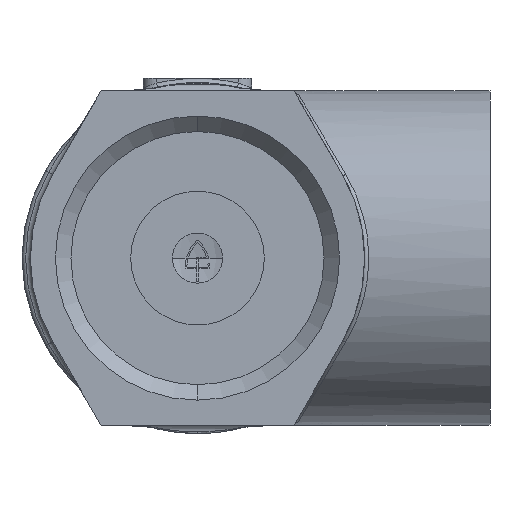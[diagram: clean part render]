
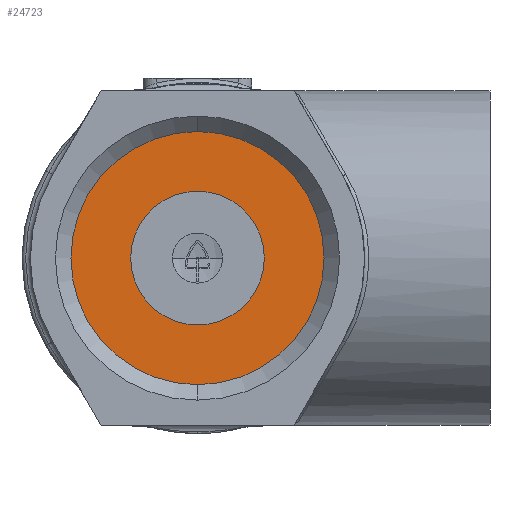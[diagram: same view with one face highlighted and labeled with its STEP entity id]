
A CAD part, front view. The second image highlights one B-rep face of the part: STEP entity #24723.
In plain terms, the highlighted planar face has unit normal (0, -1, 0).
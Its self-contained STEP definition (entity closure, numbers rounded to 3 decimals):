
#3565 = EDGE_CURVE ( 'NONE', #10849, #10934, #6400, .T. ) ;
#6337 = ORIENTED_EDGE ( 'NONE', *, *, #10747, .T. ) ;
#6377 = AXIS2_PLACEMENT_3D ( 'NONE', #6414, #6413, #6412 ) ;
#6400 = CIRCLE ( 'NONE', #6377, 8. ) ;
#6412 = DIRECTION ( 'NONE',  ( 0., 0., -1. ) ) ;
#6413 = DIRECTION ( 'NONE',  ( 0., 1., 0. ) ) ;
#6414 = CARTESIAN_POINT ( 'NONE',  ( 0., -15., 0. ) ) ;
#10739 = VERTEX_POINT ( 'NONE', #20891 ) ;
#10747 = EDGE_CURVE ( 'NONE', #10790, #10739, #20634, .T. ) ;
#10790 = VERTEX_POINT ( 'NONE', #21052 ) ;
#10849 = VERTEX_POINT ( 'NONE', #21242 ) ;
#10866 = EDGE_CURVE ( 'NONE', #10934, #10849, #21347, .T. ) ;
#10934 = VERTEX_POINT ( 'NONE', #21485 ) ;
#14861 = FACE_OUTER_BOUND ( 'NONE', #24718, .T. ) ;
#14894 = FACE_BOUND ( 'NONE', #25403, .T. ) ;
#14896 = AXIS2_PLACEMENT_3D ( 'NONE', #14908, #14907, #14906 ) ;
#14897 = PLANE ( 'NONE',  #14896 ) ;
#14906 = DIRECTION ( 'NONE',  ( 0., 0., -1. ) ) ;
#14907 = DIRECTION ( 'NONE',  ( 0., -1., 0. ) ) ;
#14908 = CARTESIAN_POINT ( 'NONE',  ( 0., -15., 0. ) ) ;
#14963 = DIRECTION ( 'NONE',  ( 0., 0., -1. ) ) ;
#14964 = DIRECTION ( 'NONE',  ( 0., -1., 0. ) ) ;
#14965 = AXIS2_PLACEMENT_3D ( 'NONE', #14979, #14964, #14963 ) ;
#14966 = CIRCLE ( 'NONE', #14965, 15.145 ) ;
#14979 = CARTESIAN_POINT ( 'NONE',  ( 0., -15., 0. ) ) ;
#20599 = AXIS2_PLACEMENT_3D ( 'NONE', #20611, #20614, #20604 ) ;
#20604 = DIRECTION ( 'NONE',  ( 0., 0., -1. ) ) ;
#20611 = CARTESIAN_POINT ( 'NONE',  ( 0., -15., 0. ) ) ;
#20614 = DIRECTION ( 'NONE',  ( 0., -1., 0. ) ) ;
#20634 = CIRCLE ( 'NONE', #20599, 15.145 ) ;
#20891 = CARTESIAN_POINT ( 'NONE',  ( 0., -15., -15.145 ) ) ;
#21052 = CARTESIAN_POINT ( 'NONE',  ( 0., -15., 15.145 ) ) ;
#21242 = CARTESIAN_POINT ( 'NONE',  ( 0., -15., 8. ) ) ;
#21341 = DIRECTION ( 'NONE',  ( 0., 0., -1. ) ) ;
#21342 = DIRECTION ( 'NONE',  ( 0., 1., 0. ) ) ;
#21343 = CARTESIAN_POINT ( 'NONE',  ( 0., -15., 0. ) ) ;
#21344 = AXIS2_PLACEMENT_3D ( 'NONE', #21343, #21342, #21341 ) ;
#21347 = CIRCLE ( 'NONE', #21344, 8. ) ;
#21485 = CARTESIAN_POINT ( 'NONE',  ( 0., -15., -8. ) ) ;
#24716 = ORIENTED_EDGE ( 'NONE', *, *, #24729, .T. ) ;
#24718 = EDGE_LOOP ( 'NONE', ( #24716, #6337 ) ) ;
#24723 = ADVANCED_FACE ( 'NONE', ( #14861, #14894 ), #14897, .T. ) ;
#24729 = EDGE_CURVE ( 'NONE', #10739, #10790, #14966, .T. ) ;
#24734 = ORIENTED_EDGE ( 'NONE', *, *, #3565, .T. ) ;
#24743 = ORIENTED_EDGE ( 'NONE', *, *, #10866, .T. ) ;
#25403 = EDGE_LOOP ( 'NONE', ( #24734, #24743 ) ) ;
